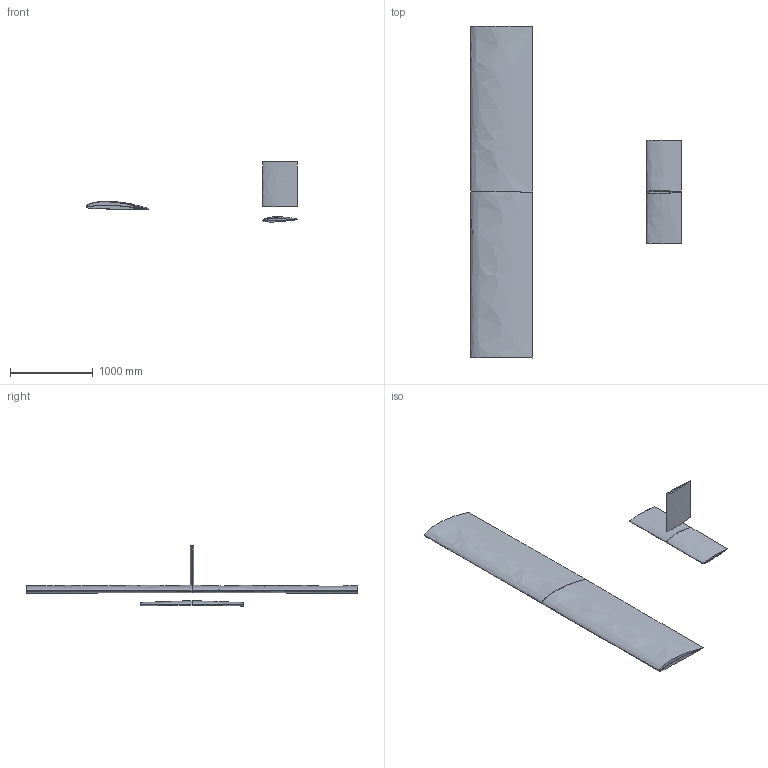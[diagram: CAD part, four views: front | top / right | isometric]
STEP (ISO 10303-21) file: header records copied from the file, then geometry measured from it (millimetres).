
FILE_DESCRIPTION((''),'1');
FILE_NAME('outfile.stp','2025-03-07T14:48:17',(''),(''),'','','');
FILE_SCHEMA(('CONFIG_CONTROL_DESIGN'));
Length unit declared in the file: metre
Bounding box: 2541.84 x 4000 x 724.37 mm (x, y, z)
Surface area: 8524702.6 mm2 (no closed solid volume)
Topology: 0 solids, 0 shells, 36 faces, 144 edges, 96 vertices
Faces by surface type: bspline 36
Entity records: 9028 total; most frequent: CARTESIAN_POINT 8929, B_SPLINE_SURFACE_WITH_KNOTS 36, GEOMETRIC_SET 6, GEOMETRICALLY_BOUNDED_SURFACE_SHAPE_REPRESENTATION 6, SHAPE_REPRESENTATION_RELATIONSHIP 6, PERSON_AND_ORGANIZATION_ROLE 4, CC_DESIGN_PERSON_AND_ORGANIZATION_ASSIGNMENT 4, DIRECTION 2
